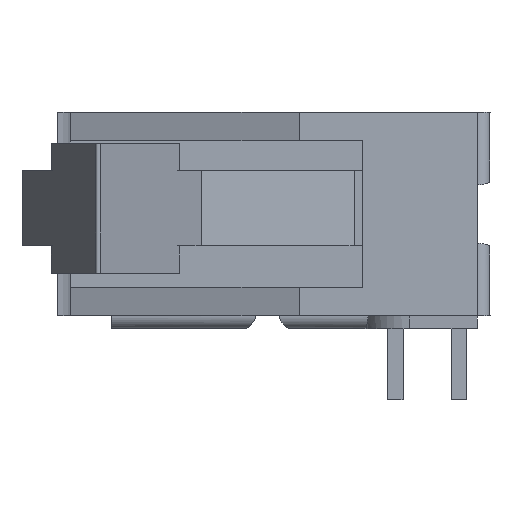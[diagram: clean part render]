
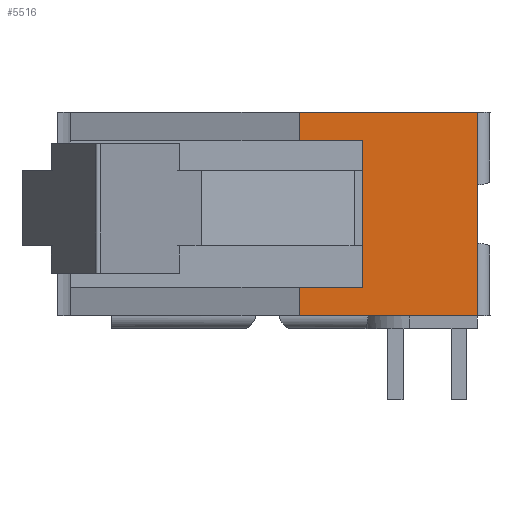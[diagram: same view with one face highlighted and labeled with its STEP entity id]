
A CAD part, left-side view. The second image highlights one B-rep face of the part: STEP entity #5516.
In plain terms, the highlighted planar face has unit normal (-1, 0, 0).
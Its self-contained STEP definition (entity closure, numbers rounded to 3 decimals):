
#260=FACE_OUTER_BOUND($,#590,.T.);
#590=EDGE_LOOP($,(#3876,#3877,#3878,#3879,#3880,#3881,#3882,#3883));
#1000=LINE($,#8166,#1703);
#1014=LINE($,#8201,#1717);
#1019=LINE($,#8212,#1722);
#1021=LINE($,#8216,#1724);
#1022=LINE($,#8217,#1725);
#1023=LINE($,#8219,#1726);
#1024=LINE($,#8221,#1727);
#1025=LINE($,#8222,#1728);
#1703=VECTOR($,#6515,1.143);
#1717=VECTOR($,#6543,2.54);
#1722=VECTOR($,#6550,2.54);
#1724=VECTOR($,#6554,7.112);
#1725=VECTOR($,#6555,5.842);
#1726=VECTOR($,#6556,1.143);
#1727=VECTOR($,#6557,7.112);
#1728=VECTOR($,#6558,8.128);
#2392=VERTEX_POINT($,#8163);
#2393=VERTEX_POINT($,#8165);
#2407=VERTEX_POINT($,#8200);
#2411=VERTEX_POINT($,#8209);
#2412=VERTEX_POINT($,#8211);
#2413=VERTEX_POINT($,#8215);
#2414=VERTEX_POINT($,#8218);
#2415=VERTEX_POINT($,#8220);
#2965=EDGE_CURVE($,#2393,#2392,#1000,.T.);
#2982=EDGE_CURVE($,#2392,#2407,#1014,.T.);
#2987=EDGE_CURVE($,#2412,#2411,#1019,.T.);
#2989=EDGE_CURVE($,#2413,#2393,#1021,.T.);
#2990=EDGE_CURVE($,#2407,#2412,#1022,.T.);
#2991=EDGE_CURVE($,#2411,#2414,#1023,.T.);
#2992=EDGE_CURVE($,#2415,#2414,#1024,.T.);
#2993=EDGE_CURVE($,#2415,#2413,#1025,.T.);
#3876=ORIENTED_EDGE($,*,*,#2989,.T.);
#3877=ORIENTED_EDGE($,*,*,#2965,.T.);
#3878=ORIENTED_EDGE($,*,*,#2982,.T.);
#3879=ORIENTED_EDGE($,*,*,#2990,.T.);
#3880=ORIENTED_EDGE($,*,*,#2987,.T.);
#3881=ORIENTED_EDGE($,*,*,#2991,.T.);
#3882=ORIENTED_EDGE($,*,*,#2992,.F.);
#3883=ORIENTED_EDGE($,*,*,#2993,.T.);
#5224=PLANE($,#5910);
#5516=ADVANCED_FACE($,(#260),#5224,.T.);
#5910=AXIS2_PLACEMENT_3D($,#8214,#6552,#6553);
#6515=DIRECTION($,(0.,0.,-1.));
#6543=DIRECTION($,(0.,-1.,0.));
#6550=DIRECTION($,(0.,1.,0.));
#6552=DIRECTION('center_axis',(-1.,0.,0.));
#6553=DIRECTION('ref_axis',(0.,-1.,0.));
#6554=DIRECTION($,(0.,1.,0.));
#6555=DIRECTION($,(0.,0.,-1.));
#6556=DIRECTION($,(0.,0.,-1.));
#6557=DIRECTION($,(0.,1.,0.));
#6558=DIRECTION($,(0.,0.,1.));
#8163=CARTESIAN_POINT('',(-16.002,5.105,7.493));
#8165=CARTESIAN_POINT('',(-16.002,5.105,8.636));
#8166=CARTESIAN_POINT($,(-16.002,5.105,8.636));
#8200=CARTESIAN_POINT('',(-16.002,2.565,7.493));
#8201=CARTESIAN_POINT($,(-16.002,5.105,7.493));
#8209=CARTESIAN_POINT('',(-16.002,5.105,1.651));
#8211=CARTESIAN_POINT('',(-16.002,2.565,1.651));
#8212=CARTESIAN_POINT($,(-16.002,2.565,1.651));
#8214=CARTESIAN_POINT('Origin',(-16.002,-2.149,8.799));
#8215=CARTESIAN_POINT('',(-16.002,-2.007,8.636));
#8216=CARTESIAN_POINT($,(-16.002,-2.007,8.636));
#8217=CARTESIAN_POINT($,(-16.002,2.565,7.493));
#8218=CARTESIAN_POINT('',(-16.002,5.105,0.508));
#8219=CARTESIAN_POINT($,(-16.002,5.105,1.651));
#8220=CARTESIAN_POINT('',(-16.002,-2.007,0.508));
#8221=CARTESIAN_POINT($,(-16.002,-2.007,0.508));
#8222=CARTESIAN_POINT($,(-16.002,-2.007,0.508));
